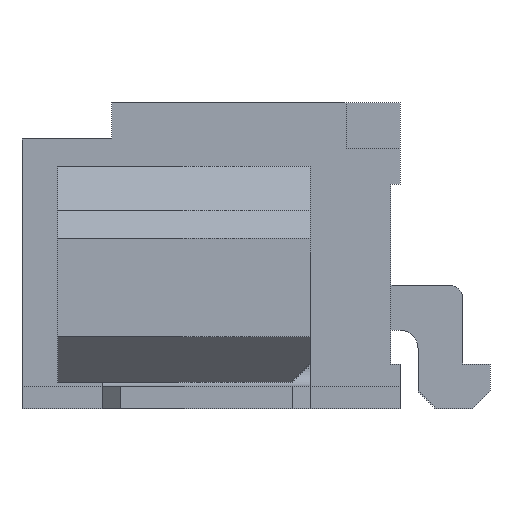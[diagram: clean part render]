
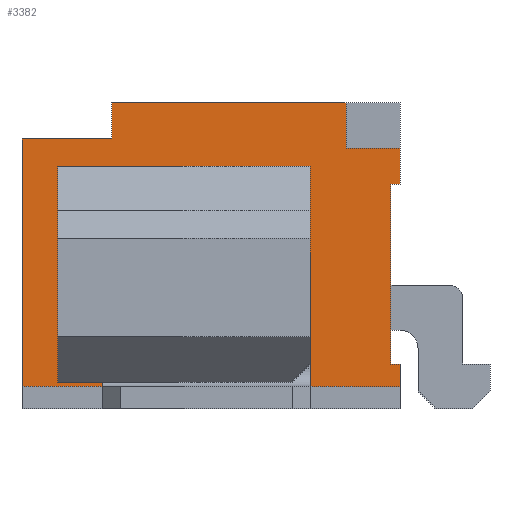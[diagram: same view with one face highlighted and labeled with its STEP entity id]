
A CAD part, left-side view. The second image highlights one B-rep face of the part: STEP entity #3382.
In plain terms, the highlighted planar face has unit normal (-1, 0, 0).
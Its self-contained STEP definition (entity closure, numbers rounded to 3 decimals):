
#69=DIRECTION('',(0.,0.,1.));
#70=VECTOR('',#69,0.25);
#71=CARTESIAN_POINT('',(-2.75,-2.1,-1.45));
#72=LINE('',#71,#70);
#129=DIRECTION('',(0.,0.,1.));
#130=VECTOR('',#129,0.4);
#131=CARTESIAN_POINT('',(-2.75,-2.1,0.8));
#132=LINE('',#131,#130);
#133=DIRECTION('',(0.,0.,1.));
#134=VECTOR('',#133,2.4);
#135=CARTESIAN_POINT('',(-2.75,-1.1,-1.4));
#136=LINE('',#135,#134);
#137=DIRECTION('',(0.,-1.,0.));
#138=VECTOR('',#137,2.8);
#139=CARTESIAN_POINT('',(-2.75,1.7,1.));
#140=LINE('',#139,#138);
#141=DIRECTION('',(0.,0.,1.));
#142=VECTOR('',#141,2.4);
#143=CARTESIAN_POINT('',(-2.75,1.7,-1.4));
#144=LINE('',#143,#142);
#145=DIRECTION('',(0.,-1.,0.));
#146=VECTOR('',#145,2.8);
#147=CARTESIAN_POINT('',(-2.75,1.7,-1.4));
#148=LINE('',#147,#146);
#149=DIRECTION('',(0.,1.,0.));
#150=VECTOR('',#149,0.6);
#151=CARTESIAN_POINT('',(-2.75,-2.1,1.2));
#152=LINE('',#151,#150);
#153=DIRECTION('',(0.,1.,0.));
#154=VECTOR('',#153,0.1);
#155=CARTESIAN_POINT('',(-2.75,-2.1,0.8));
#156=LINE('',#155,#154);
#157=DIRECTION('',(0.,0.,1.));
#158=VECTOR('',#157,2.);
#159=CARTESIAN_POINT('',(-2.75,-2.,-1.2));
#160=LINE('',#159,#158);
#161=DIRECTION('',(0.,1.,0.));
#162=VECTOR('',#161,0.1);
#163=CARTESIAN_POINT('',(-2.75,-2.1,-1.2));
#164=LINE('',#163,#162);
#165=DIRECTION('',(0.,-1.,0.));
#166=VECTOR('',#165,4.2);
#167=CARTESIAN_POINT('',(-2.75,2.1,-1.45));
#168=LINE('',#167,#166);
#169=DIRECTION('',(0.,0.,1.));
#170=VECTOR('',#169,2.75);
#171=CARTESIAN_POINT('',(-2.75,2.1,-1.45));
#172=LINE('',#171,#170);
#173=DIRECTION('',(0.,-1.,0.));
#174=VECTOR('',#173,1.);
#175=CARTESIAN_POINT('',(-2.75,2.1,1.3));
#176=LINE('',#175,#174);
#177=DIRECTION('',(0.,0.,-1.));
#178=VECTOR('',#177,0.4);
#179=CARTESIAN_POINT('',(-2.75,1.1,1.7));
#180=LINE('',#179,#178);
#181=DIRECTION('',(0.,0.,-1.));
#182=VECTOR('',#181,0.5);
#183=CARTESIAN_POINT('',(-2.75,-1.5,1.7));
#184=LINE('',#183,#182);
#861=DIRECTION('',(0.,-1.,0.));
#862=VECTOR('',#861,2.6);
#863=CARTESIAN_POINT('',(-2.75,1.1,1.7));
#864=LINE('',#863,#862);
#2461=CARTESIAN_POINT('',(-2.75,1.1,1.7));
#2463=VERTEX_POINT('',#2461);
#2473=CARTESIAN_POINT('',(-2.75,2.1,1.3));
#2474=CARTESIAN_POINT('',(-2.75,1.1,1.3));
#2475=VERTEX_POINT('',#2473);
#2476=VERTEX_POINT('',#2474);
#2521=CARTESIAN_POINT('',(-2.75,-1.1,-1.4));
#2522=CARTESIAN_POINT('',(-2.75,-1.1,1.));
#2523=VERTEX_POINT('',#2521);
#2524=VERTEX_POINT('',#2522);
#2525=CARTESIAN_POINT('',(-2.75,1.7,1.));
#2526=VERTEX_POINT('',#2525);
#2527=CARTESIAN_POINT('',(-2.75,1.7,-1.4));
#2528=VERTEX_POINT('',#2527);
#2707=CARTESIAN_POINT('',(-2.75,-2.1,-1.2));
#2708=CARTESIAN_POINT('',(-2.75,-2.,-1.2));
#2709=VERTEX_POINT('',#2707);
#2710=VERTEX_POINT('',#2708);
#2711=CARTESIAN_POINT('',(-2.75,-2.,0.8));
#2712=VERTEX_POINT('',#2711);
#2713=CARTESIAN_POINT('',(-2.75,-2.1,0.8));
#2714=VERTEX_POINT('',#2713);
#2781=CARTESIAN_POINT('',(-2.75,-1.5,1.7));
#2782=VERTEX_POINT('',#2781);
#2783=CARTESIAN_POINT('',(-2.75,-2.1,1.2));
#2784=CARTESIAN_POINT('',(-2.75,-1.5,1.2));
#2785=VERTEX_POINT('',#2783);
#2786=VERTEX_POINT('',#2784);
#3015=CARTESIAN_POINT('',(-2.75,2.1,-1.45));
#3016=CARTESIAN_POINT('',(-2.75,-2.1,-1.45));
#3017=VERTEX_POINT('',#3015);
#3018=VERTEX_POINT('',#3016);
#3344=CARTESIAN_POINT('',(-2.75,2.1,-1.7));
#3345=DIRECTION('',(-1.,0.,0.));
#3346=DIRECTION('',(0.,-1.,0.));
#3347=AXIS2_PLACEMENT_3D('',#3344,#3345,#3346);
#3348=PLANE('',#3347);
#3350=ORIENTED_EDGE('',*,*,#3349,.F.);
#3351=ORIENTED_EDGE('',*,*,#3324,.F.);
#3353=ORIENTED_EDGE('',*,*,#3352,.T.);
#3355=ORIENTED_EDGE('',*,*,#3354,.F.);
#3356=ORIENTED_EDGE('',*,*,#3334,.F.);
#3357=ORIENTED_EDGE('',*,*,#3276,.F.);
#3359=ORIENTED_EDGE('',*,*,#3358,.F.);
#3361=ORIENTED_EDGE('',*,*,#3360,.T.);
#3363=ORIENTED_EDGE('',*,*,#3362,.T.);
#3365=ORIENTED_EDGE('',*,*,#3364,.F.);
#3367=ORIENTED_EDGE('',*,*,#3366,.T.);
#3369=ORIENTED_EDGE('',*,*,#3368,.T.);
#3370=EDGE_LOOP('',(#3350,#3351,#3353,#3355,#3356,#3357,#3359,#3361,#3363,#3365,
#3367,#3369));
#3371=FACE_OUTER_BOUND('',#3370,.F.);
#3373=ORIENTED_EDGE('',*,*,#3372,.T.);
#3375=ORIENTED_EDGE('',*,*,#3374,.F.);
#3377=ORIENTED_EDGE('',*,*,#3376,.F.);
#3379=ORIENTED_EDGE('',*,*,#3378,.T.);
#3380=EDGE_LOOP('',(#3373,#3375,#3377,#3379));
#3381=FACE_BOUND('',#3380,.F.);
#3382=ADVANCED_FACE('',(#3371,#3381),#3348,.T.);
#3276=EDGE_CURVE('',#3018,#2709,#72,.T.);
#3324=EDGE_CURVE('',#2714,#2785,#132,.T.);
#3334=EDGE_CURVE('',#2709,#2710,#164,.T.);
#3349=EDGE_CURVE('',#2785,#2786,#152,.T.);
#3352=EDGE_CURVE('',#2714,#2712,#156,.T.);
#3354=EDGE_CURVE('',#2710,#2712,#160,.T.);
#3358=EDGE_CURVE('',#3017,#3018,#168,.T.);
#3360=EDGE_CURVE('',#3017,#2475,#172,.T.);
#3362=EDGE_CURVE('',#2475,#2476,#176,.T.);
#3364=EDGE_CURVE('',#2463,#2476,#180,.T.);
#3366=EDGE_CURVE('',#2463,#2782,#864,.T.);
#3368=EDGE_CURVE('',#2782,#2786,#184,.T.);
#3372=EDGE_CURVE('',#2523,#2524,#136,.T.);
#3374=EDGE_CURVE('',#2526,#2524,#140,.T.);
#3376=EDGE_CURVE('',#2528,#2526,#144,.T.);
#3378=EDGE_CURVE('',#2528,#2523,#148,.T.);
